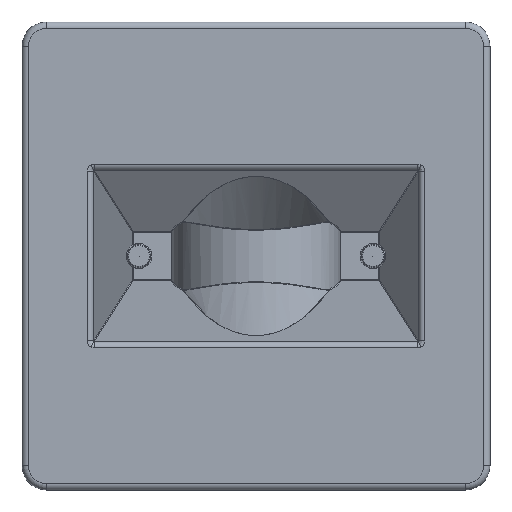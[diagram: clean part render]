
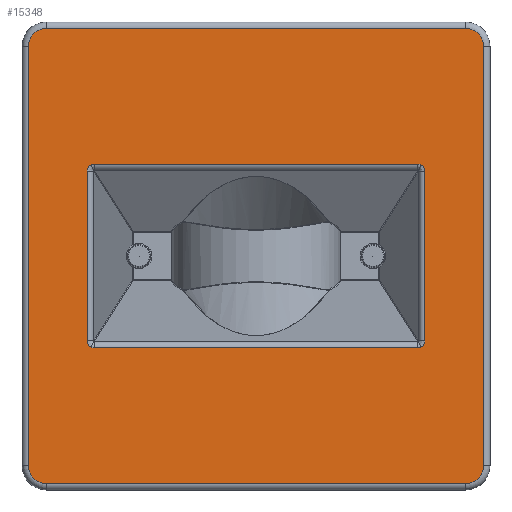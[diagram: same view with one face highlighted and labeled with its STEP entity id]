
A CAD part, front view. The second image highlights one B-rep face of the part: STEP entity #15348.
In plain terms, the highlighted planar face has unit normal (0, -1, 0).
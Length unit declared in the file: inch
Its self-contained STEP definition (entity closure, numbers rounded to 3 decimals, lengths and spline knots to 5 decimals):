
#798=CARTESIAN_POINT('',(2.12045,0.,1.16452));
#799=VERTEX_POINT('',#798);
#807=CARTESIAN_POINT('',(2.07381,0.0,1.178));
#808=VERTEX_POINT('',#807);
#809=CARTESIAN_POINT('',(2.07491,0.,1.10129));
#810=DIRECTION('',(0.,1.0,0.));
#811=DIRECTION('',(0.995,0.,-0.098));
#812=AXIS2_PLACEMENT_3D('',#809,#810,#811);
#813=ELLIPSE('',#812,0.0821,0.07665);
#814=EDGE_CURVE('',#808,#799,#813,.T.);
#866=CARTESIAN_POINT('',(2.12045,0.,-1.16452));
#867=VERTEX_POINT('',#866);
#875=CARTESIAN_POINT('',(2.161,0.0,-1.08893));
#876=VERTEX_POINT('',#875);
#877=CARTESIAN_POINT('',(2.161,0.,-1.08893));
#878=CARTESIAN_POINT('',(2.161,0.,-1.10357));
#879=CARTESIAN_POINT('',(2.15741,0.,-1.11896));
#880=CARTESIAN_POINT('',(2.15023,0.,-1.13234));
#881=CARTESIAN_POINT('',(2.14305,0.,-1.14573));
#882=CARTESIAN_POINT('',(2.13238,0.,-1.15693));
#883=CARTESIAN_POINT('',(2.12045,0.,-1.16452));
#884=B_SPLINE_CURVE_WITH_KNOTS('',3,(#877,#878,#879,#880,#881,#882,#883),.UNSPECIFIED.,.F.,.U.,(4,3,4),(5.30222,5.79271,6.28319),.UNSPECIFIED.);
#885=EDGE_CURVE('',#876,#867,#884,.T.);
#937=CARTESIAN_POINT('',(-2.12045,0.,1.16452));
#938=VERTEX_POINT('',#937);
#946=CARTESIAN_POINT('',(-2.161,0.0,1.08893));
#947=VERTEX_POINT('',#946);
#948=CARTESIAN_POINT('',(-2.161,0.,1.08893));
#949=CARTESIAN_POINT('',(-2.161,0.,1.10357));
#950=CARTESIAN_POINT('',(-2.15741,0.,1.11896));
#951=CARTESIAN_POINT('',(-2.15023,0.,1.13234));
#952=CARTESIAN_POINT('',(-2.14305,0.,1.14573));
#953=CARTESIAN_POINT('',(-2.13238,0.,1.15693));
#954=CARTESIAN_POINT('',(-2.12045,0.,1.16452));
#955=B_SPLINE_CURVE_WITH_KNOTS('',3,(#948,#949,#950,#951,#952,#953,#954),.UNSPECIFIED.,.F.,.U.,(4,3,4),(5.30222,5.79271,6.28319),.UNSPECIFIED.);
#956=EDGE_CURVE('',#947,#938,#955,.T.);
#999=CARTESIAN_POINT('',(-2.12045,0.,-1.16452));
#1000=VERTEX_POINT('',#999);
#1008=CARTESIAN_POINT('',(-2.07381,0.0,-1.178));
#1009=VERTEX_POINT('',#1008);
#1010=CARTESIAN_POINT('',(-2.07491,0.,-1.10129));
#1011=DIRECTION('',(0.0,1.0,0.0));
#1012=DIRECTION('',(0.995,0.0,-0.098));
#1013=AXIS2_PLACEMENT_3D('',#1010,#1011,#1012);
#1014=ELLIPSE('',#1013,0.0821,0.07665);
#1015=EDGE_CURVE('',#1009,#1000,#1014,.T.);
#15201=CARTESIAN_POINT('',(-2.175,0.0,-1.2));
#15202=DIRECTION('',(0.0,1.0,0.0));
#15203=DIRECTION('',(0.0,0.0,1.0));
#15204=AXIS2_PLACEMENT_3D('',#15201,#15202,#15203);
#15205=PLANE('',#15204);
#15206=CARTESIAN_POINT('',(-2.6875,0.0,2.92));
#15207=VERTEX_POINT('',#15206);
#15208=CARTESIAN_POINT('',(-2.92,0.0,2.6875));
#15209=VERTEX_POINT('',#15208);
#15210=CARTESIAN_POINT('',(-2.6875,0.0,2.6875));
#15211=DIRECTION('',(0.0,-1.0,0.0));
#15212=DIRECTION('',(0.0,0.0,1.0));
#15213=AXIS2_PLACEMENT_3D('',#15210,#15211,#15212);
#15214=CIRCLE('',#15213,0.2325);
#15215=EDGE_CURVE('',#15207,#15209,#15214,.T.);
#15216=ORIENTED_EDGE('',*,*,#15215,.T.);
#15217=CARTESIAN_POINT('',(-2.92,0.0,-2.6875));
#15218=VERTEX_POINT('',#15217);
#15219=CARTESIAN_POINT('',(-2.92,0.0,2.6875));
#15220=DIRECTION('',(0.0,0.0,-1.0));
#15221=VECTOR('',#15220,5.375);
#15222=LINE('',#15219,#15221);
#15223=EDGE_CURVE('',#15209,#15218,#15222,.T.);
#15224=ORIENTED_EDGE('',*,*,#15223,.T.);
#15225=CARTESIAN_POINT('',(-2.6875,0.0,-2.92));
#15226=VERTEX_POINT('',#15225);
#15227=CARTESIAN_POINT('',(-2.6875,0.0,-2.6875));
#15228=DIRECTION('',(0.0,-1.0,0.0));
#15229=DIRECTION('',(0.0,0.0,1.0));
#15230=AXIS2_PLACEMENT_3D('',#15227,#15228,#15229);
#15231=CIRCLE('',#15230,0.2325);
#15232=EDGE_CURVE('',#15218,#15226,#15231,.T.);
#15233=ORIENTED_EDGE('',*,*,#15232,.T.);
#15234=CARTESIAN_POINT('',(2.6875,0.0,-2.92));
#15235=VERTEX_POINT('',#15234);
#15236=CARTESIAN_POINT('',(-2.6875,0.0,-2.92));
#15237=DIRECTION('',(1.0,0.0,0.0));
#15238=VECTOR('',#15237,5.375);
#15239=LINE('',#15236,#15238);
#15240=EDGE_CURVE('',#15226,#15235,#15239,.T.);
#15241=ORIENTED_EDGE('',*,*,#15240,.T.);
#15242=CARTESIAN_POINT('',(2.92,0.0,-2.6875));
#15243=VERTEX_POINT('',#15242);
#15244=CARTESIAN_POINT('',(2.6875,0.0,-2.6875));
#15245=DIRECTION('',(0.0,-1.0,0.0));
#15246=DIRECTION('',(0.0,0.0,1.0));
#15247=AXIS2_PLACEMENT_3D('',#15244,#15245,#15246);
#15248=CIRCLE('',#15247,0.2325);
#15249=EDGE_CURVE('',#15235,#15243,#15248,.T.);
#15250=ORIENTED_EDGE('',*,*,#15249,.T.);
#15251=CARTESIAN_POINT('',(2.92,0.0,2.6875));
#15252=VERTEX_POINT('',#15251);
#15253=CARTESIAN_POINT('',(2.92,0.0,-2.6875));
#15254=DIRECTION('',(0.0,0.0,1.0));
#15255=VECTOR('',#15254,5.375);
#15256=LINE('',#15253,#15255);
#15257=EDGE_CURVE('',#15243,#15252,#15256,.T.);
#15258=ORIENTED_EDGE('',*,*,#15257,.T.);
#15259=CARTESIAN_POINT('',(2.6875,0.0,2.92));
#15260=VERTEX_POINT('',#15259);
#15261=CARTESIAN_POINT('',(2.6875,0.0,2.6875));
#15262=DIRECTION('',(0.0,-1.0,0.0));
#15263=DIRECTION('',(0.0,0.0,1.0));
#15264=AXIS2_PLACEMENT_3D('',#15261,#15262,#15263);
#15265=CIRCLE('',#15264,0.2325);
#15266=EDGE_CURVE('',#15252,#15260,#15265,.T.);
#15267=ORIENTED_EDGE('',*,*,#15266,.T.);
#15268=CARTESIAN_POINT('',(2.6875,0.0,2.92));
#15269=DIRECTION('',(-1.0,0.0,0.0));
#15270=VECTOR('',#15269,5.375);
#15271=LINE('',#15268,#15270);
#15272=EDGE_CURVE('',#15260,#15207,#15271,.T.);
#15273=ORIENTED_EDGE('',*,*,#15272,.T.);
#15274=EDGE_LOOP('',(#15216,#15224,#15233,#15241,#15250,#15258,#15267,#15273));
#15275=FACE_OUTER_BOUND('',#15274,.T.);
#15276=CARTESIAN_POINT('',(-2.07381,0.0,1.178));
#15277=VERTEX_POINT('',#15276);
#15278=CARTESIAN_POINT('',(-2.07381,0.0,1.178));
#15279=DIRECTION('',(1.0,0.0,0.0));
#15280=VECTOR('',#15279,4.14762);
#15281=LINE('',#15278,#15280);
#15282=EDGE_CURVE('',#15277,#808,#15281,.T.);
#15283=ORIENTED_EDGE('',*,*,#15282,.T.);
#15284=ORIENTED_EDGE('',*,*,#814,.T.);
#15285=CARTESIAN_POINT('',(2.161,0.0,1.08893));
#15286=VERTEX_POINT('',#15285);
#15287=CARTESIAN_POINT('',(2.12045,0.,1.16452));
#15288=CARTESIAN_POINT('',(2.13238,0.,1.15693));
#15289=CARTESIAN_POINT('',(2.14305,0.,1.14573));
#15290=CARTESIAN_POINT('',(2.15023,0.,1.13234));
#15291=CARTESIAN_POINT('',(2.15741,0.,1.11896));
#15292=CARTESIAN_POINT('',(2.161,0.,1.10357));
#15293=CARTESIAN_POINT('',(2.161,0.,1.08893));
#15294=B_SPLINE_CURVE_WITH_KNOTS('',3,(#15287,#15288,#15289,#15290,#15291,#15292,#15293),.UNSPECIFIED.,.F.,.U.,(4,3,4),(0.0,0.49047,0.98096),.UNSPECIFIED.);
#15295=EDGE_CURVE('',#799,#15286,#15294,.T.);
#15296=ORIENTED_EDGE('',*,*,#15295,.T.);
#15297=CARTESIAN_POINT('',(2.161,0.0,1.08893));
#15298=DIRECTION('',(0.0,0.0,-1.0));
#15299=VECTOR('',#15298,2.17785);
#15300=LINE('',#15297,#15299);
#15301=EDGE_CURVE('',#15286,#876,#15300,.T.);
#15302=ORIENTED_EDGE('',*,*,#15301,.T.);
#15303=ORIENTED_EDGE('',*,*,#885,.T.);
#15304=CARTESIAN_POINT('',(2.07381,0.0,-1.178));
#15305=VERTEX_POINT('',#15304);
#15306=CARTESIAN_POINT('',(2.07491,0.,-1.10129));
#15307=DIRECTION('',(0.,1.0,0.));
#15308=DIRECTION('',(0.995,0.,0.098));
#15309=AXIS2_PLACEMENT_3D('',#15306,#15307,#15308);
#15310=ELLIPSE('',#15309,0.0821,0.07665);
#15311=EDGE_CURVE('',#867,#15305,#15310,.T.);
#15312=ORIENTED_EDGE('',*,*,#15311,.T.);
#15313=CARTESIAN_POINT('',(2.07381,0.0,-1.178));
#15314=DIRECTION('',(-1.0,0.0,0.0));
#15315=VECTOR('',#15314,4.14762);
#15316=LINE('',#15313,#15315);
#15317=EDGE_CURVE('',#15305,#1009,#15316,.T.);
#15318=ORIENTED_EDGE('',*,*,#15317,.T.);
#15319=ORIENTED_EDGE('',*,*,#1015,.T.);
#15320=CARTESIAN_POINT('',(-2.161,0.0,-1.08893));
#15321=VERTEX_POINT('',#15320);
#15322=CARTESIAN_POINT('',(-2.12045,0.,-1.16452));
#15323=CARTESIAN_POINT('',(-2.13238,0.,-1.15693));
#15324=CARTESIAN_POINT('',(-2.14305,0.,-1.14573));
#15325=CARTESIAN_POINT('',(-2.15023,0.,-1.13234));
#15326=CARTESIAN_POINT('',(-2.15741,0.,-1.11896));
#15327=CARTESIAN_POINT('',(-2.161,0.,-1.10357));
#15328=CARTESIAN_POINT('',(-2.161,0.,-1.08893));
#15329=B_SPLINE_CURVE_WITH_KNOTS('',3,(#15322,#15323,#15324,#15325,#15326,#15327,#15328),.UNSPECIFIED.,.F.,.U.,(4,3,4),(0.0,0.49047,0.98096),.UNSPECIFIED.);
#15330=EDGE_CURVE('',#1000,#15321,#15329,.T.);
#15331=ORIENTED_EDGE('',*,*,#15330,.T.);
#15332=CARTESIAN_POINT('',(-2.161,0.0,-1.08893));
#15333=DIRECTION('',(0.0,0.0,1.0));
#15334=VECTOR('',#15333,2.17785);
#15335=LINE('',#15332,#15334);
#15336=EDGE_CURVE('',#15321,#947,#15335,.T.);
#15337=ORIENTED_EDGE('',*,*,#15336,.T.);
#15338=ORIENTED_EDGE('',*,*,#956,.T.);
#15339=CARTESIAN_POINT('',(-2.07491,0.,1.10129));
#15340=DIRECTION('',(0.,1.0,0.));
#15341=DIRECTION('',(0.995,0.,0.098));
#15342=AXIS2_PLACEMENT_3D('',#15339,#15340,#15341);
#15343=ELLIPSE('',#15342,0.0821,0.07665);
#15344=EDGE_CURVE('',#938,#15277,#15343,.T.);
#15345=ORIENTED_EDGE('',*,*,#15344,.T.);
#15346=EDGE_LOOP('',(#15283,#15284,#15296,#15302,#15303,#15312,#15318,#15319,#15331,#15337,#15338,#15345));
#15347=FACE_BOUND('',#15346,.T.);
#15348=ADVANCED_FACE('',(#15275,#15347),#15205,.F.);
